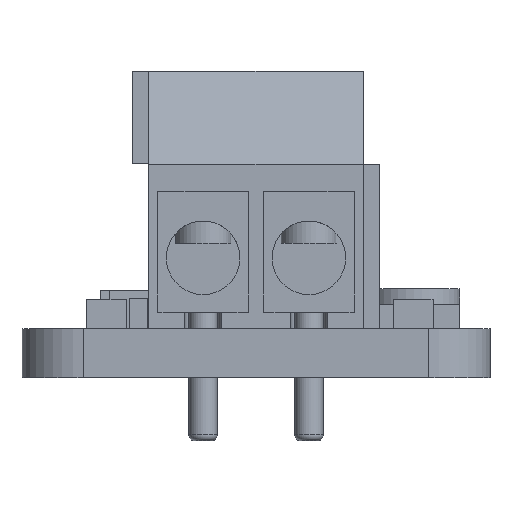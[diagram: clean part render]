
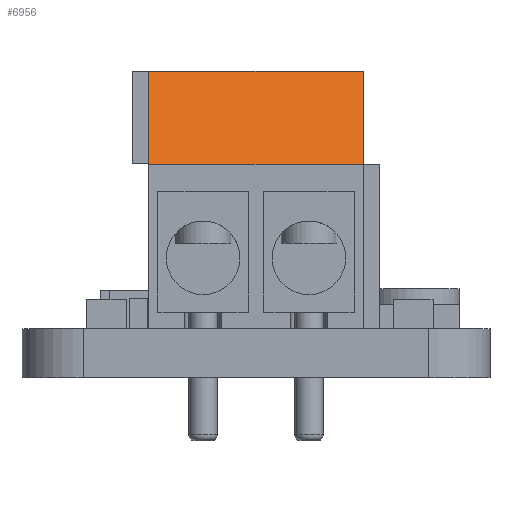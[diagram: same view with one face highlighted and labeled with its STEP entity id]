
A CAD part, front view. The second image highlights one B-rep face of the part: STEP entity #6956.
In plain terms, the highlighted planar face has unit normal (0, -0.941, 0.34).
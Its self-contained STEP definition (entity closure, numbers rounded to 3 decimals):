
#660=FACE_OUTER_BOUND('',#1093,.T.);
#1093=EDGE_LOOP('',(#5636,#5637,#5638,#5639));
#1804=LINE('',#10869,#2599);
#1826=LINE('',#10912,#2621);
#1846=LINE('',#10951,#2641);
#1847=LINE('',#10952,#2642);
#2599=VECTOR('',#8880,10.);
#2621=VECTOR('',#8906,10.);
#2641=VECTOR('',#8944,10.);
#2642=VECTOR('',#8945,10.);
#3254=VERTEX_POINT('',#10866);
#3255=VERTEX_POINT('',#10868);
#3273=VERTEX_POINT('',#10909);
#3274=VERTEX_POINT('',#10911);
#4072=EDGE_CURVE('',#3254,#3255,#1804,.T.);
#4094=EDGE_CURVE('',#3273,#3274,#1826,.T.);
#4114=EDGE_CURVE('',#3274,#3254,#1846,.F.);
#4115=EDGE_CURVE('',#3273,#3255,#1847,.T.);
#5636=ORIENTED_EDGE('',*,*,#4072,.F.);
#5637=ORIENTED_EDGE('',*,*,#4114,.F.);
#5638=ORIENTED_EDGE('',*,*,#4094,.F.);
#5639=ORIENTED_EDGE('',*,*,#4115,.T.);
#6582=PLANE('',#7483);
#6956=ADVANCED_FACE('',(#660),#6582,.F.);
#7483=AXIS2_PLACEMENT_3D('',#10950,#8942,#8943);
#8880=DIRECTION('',(-1.,0.,0.));
#8906=DIRECTION('',(1.,0.,0.));
#8942=DIRECTION('center_axis',(0.,0.94,-0.34));
#8943=DIRECTION('ref_axis',(0.,0.34,0.94));
#8944=DIRECTION('',(0.,0.34,0.94));
#8945=DIRECTION('',(0.,-0.34,-0.94));
#10866=CARTESIAN_POINT('',(-26.5,22.79,6.957));
#10868=CARTESIAN_POINT('',(-33.5,22.79,6.957));
#10869=CARTESIAN_POINT('',(-31.752,22.79,6.957));
#10909=CARTESIAN_POINT('',(-33.5,23.89,10.));
#10911=CARTESIAN_POINT('',(-26.5,23.89,10.));
#10912=CARTESIAN_POINT('',(-30.,23.89,10.));
#10950=CARTESIAN_POINT('Origin',(-30.,22.397,5.869));
#10951=CARTESIAN_POINT('',(-26.5,22.614,6.469));
#10952=CARTESIAN_POINT('',(-33.5,22.614,6.469));
